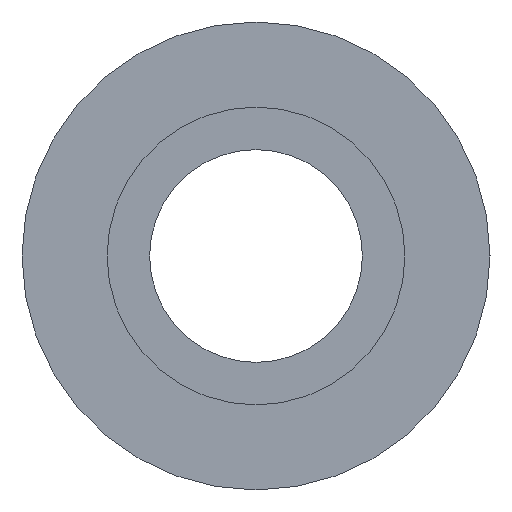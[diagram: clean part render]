
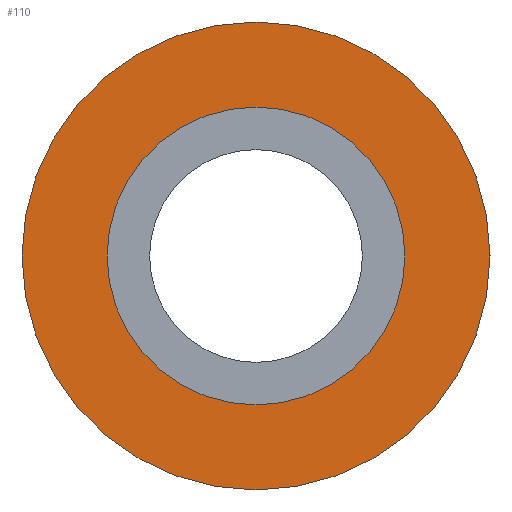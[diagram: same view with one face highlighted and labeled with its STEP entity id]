
A CAD part, front view. The second image highlights one B-rep face of the part: STEP entity #110.
In plain terms, the highlighted planar face has unit normal (0, -1, 0).
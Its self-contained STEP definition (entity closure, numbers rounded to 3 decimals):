
#33=FACE_BOUND('',#48,.T.);
#38=FACE_OUTER_BOUND('',#47,.T.);
#47=EDGE_LOOP('',(#93));
#48=EDGE_LOOP('',(#94));
#57=CIRCLE('',#139,5.5);
#58=CIRCLE('',#140,3.5);
#65=VERTEX_POINT('',#205);
#66=VERTEX_POINT('',#207);
#75=EDGE_CURVE('',#65,#65,#57,.T.);
#76=EDGE_CURVE('',#66,#66,#58,.T.);
#93=ORIENTED_EDGE('',*,*,#75,.F.);
#94=ORIENTED_EDGE('',*,*,#76,.T.);
#105=PLANE('',#138);
#110=ADVANCED_FACE('',(#38,#33),#105,.F.);
#138=AXIS2_PLACEMENT_3D('',#204,#170,#171);
#139=AXIS2_PLACEMENT_3D('',#206,#172,#173);
#140=AXIS2_PLACEMENT_3D('',#208,#174,#175);
#170=DIRECTION('center_axis',(0.,1.,0.));
#171=DIRECTION('ref_axis',(-1.,0.,0.));
#172=DIRECTION('center_axis',(0.,1.,0.));
#173=DIRECTION('ref_axis',(-1.,0.,0.));
#174=DIRECTION('center_axis',(0.,1.,0.));
#175=DIRECTION('ref_axis',(1.,0.,0.));
#204=CARTESIAN_POINT('Origin',(0.,5.,0.));
#205=CARTESIAN_POINT('',(5.5,5.,0.));
#206=CARTESIAN_POINT('Origin',(0.,5.,0.));
#207=CARTESIAN_POINT('',(-3.5,5.,0.));
#208=CARTESIAN_POINT('Origin',(0.,5.,0.));
